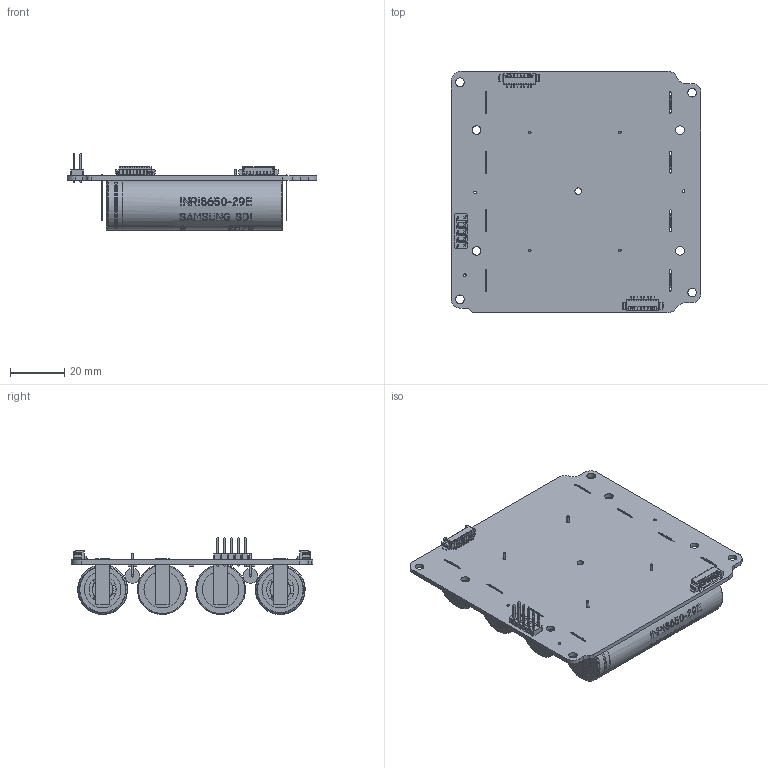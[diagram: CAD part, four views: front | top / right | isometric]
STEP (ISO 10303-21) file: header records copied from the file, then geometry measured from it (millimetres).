
FILE_DESCRIPTION(('Open CASCADE Model'),'2;1');
FILE_NAME('Open CASCADE Shape Model','2021-07-04T21:36:10',('Author'),( 'Open CASCADE'),'Open CASCADE STEP processor 6.8','Open CASCADE 6.8' ,'Unknown');
FILE_SCHEMA(('AUTOMOTIVE_DESIGN { 1 0 10303 214 1 1 1 1 }'));
Length unit declared in the file: millimetre
Products named in the file (36): PCB; Boardboard_layout; RTD3board_layout; 5675530176; term1; term2; body; BAT4board_layout; Samsung_INR18650-29R; 5764740864; Extruded; BAT3board_layout; BAT2board_layout; BAT1board_layout; JRTDboard_layout; User_Library-molex_53261_white_(6); JHeaterboard_layout; RTD2board_layout; 5675529792; RTD1board_layout; 5675529984; J1board_layout; 67996-x10_asm_RGB13421772; Heater2board_layout; 5675529600; SimpleBody; Sweep1; Sweep2; Heater1board_layout; Free-Models
Assembly tree (47 placements, depth 4):
  PCB
    Boardboard_layout
    RTD3board_layout
      5675530176
        term1
        term2
        body
    BAT4board_layout
      Samsung_INR18650-29R
      5764740864  x2
        Extruded
    BAT3board_layout
      Samsung_INR18650-29R
      5764740864  x2
        Extruded
    BAT2board_layout
      Samsung_INR18650-29R
      5764740864  x2
        Extruded
    BAT1board_layout
      Samsung_INR18650-29R
      5764740864  x2
        Extruded
    JRTDboard_layout
      User_Library-molex_53261_white_(6)
    JHeaterboard_layout
      User_Library-molex_53261_white_(6)
    RTD2board_layout
      5675529792
        term1
        term2
        body
    RTD1board_layout
      5675529984
        term1
        term2
        body
    J1board_layout
      67996-x10_asm_RGB13421772
    Heater2board_layout
      5675529600
        SimpleBody
        Sweep1
        Sweep2
    Heater1board_layout
      5675529600
        SimpleBody
        Sweep1
        Sweep2
    Free-Models
Bounding box: 92.15 x 89.13 x 28.36 mm (x, y, z)
Volume: 81239.4 mm3; surface area: 39362.2 mm2
Topology: 31 solids, 31 shells, 1561 faces, 5353 edges, 4092 vertices
Faces by surface type: plane 1159, cylinder 346, torus 34, cone 20, revolution 2
Full cylindrical faces by diameter (mm): 0.864 x8, 1 x3, 1.05 x4, 1.1 x10, 2.5 x1, 3 x4, 3.2 x8, 5.537 x2, 10 x4, 13.5 x8, 17.08 x4, 18.32 x4, 18.38 x8
Entity records: 43700 total; most frequent: CARTESIAN_POINT 12851, ORIENTED_EDGE 5254, DIRECTION 4444, EDGE_CURVE 2627, LINE 1889, VECTOR 1889, VERTEX_POINT 1853, AXIS2_PLACEMENT_3D 1277
